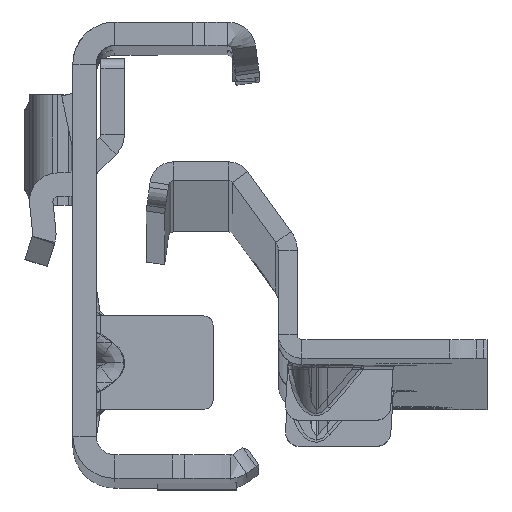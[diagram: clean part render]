
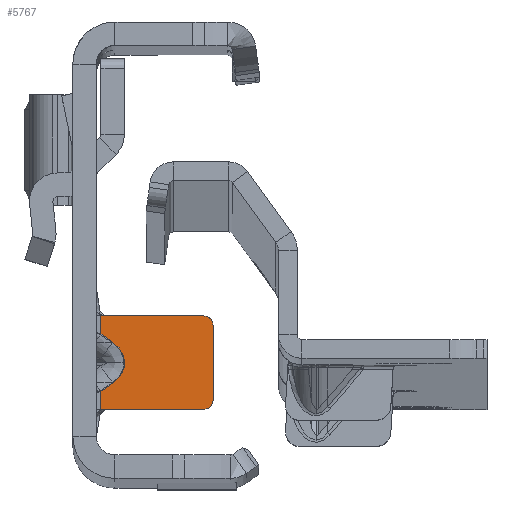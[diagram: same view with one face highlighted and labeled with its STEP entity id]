
A CAD part, top view. The second image highlights one B-rep face of the part: STEP entity #5767.
In plain terms, the highlighted planar face has unit normal (0, 0, 1).
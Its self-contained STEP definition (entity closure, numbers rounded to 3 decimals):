
#103 = CARTESIAN_POINT ( 'NONE',  ( -7.326, 22.3, -591.5 ) ) ;
#467 = LINE ( 'NONE', #10488, #10381 ) ;
#837 = VERTEX_POINT ( 'NONE', #1058 ) ;
#1058 = CARTESIAN_POINT ( 'NONE',  ( 1.757, -12.792, -591.5 ) ) ;
#1585 = DIRECTION ( 'NONE',  ( 1., 0., 0. ) ) ;
#1599 = EDGE_CURVE ( 'NONE', #15525, #3108, #13317, .T. ) ;
#1956 = DIRECTION ( 'NONE',  ( 0., 0., 1. ) ) ;
#2146 = DIRECTION ( 'NONE',  ( 0., -1., 0. ) ) ;
#2242 = CARTESIAN_POINT ( 'NONE',  ( 11.5, -6.6, -591.5 ) ) ;
#2273 = VERTEX_POINT ( 'NONE', #7052 ) ;
#2621 = ORIENTED_EDGE ( 'NONE', *, *, #5756, .T. ) ;
#2710 = AXIS2_PLACEMENT_3D ( 'NONE', #103, #6112, #4675 ) ;
#2774 = DIRECTION ( 'NONE',  ( -1., 0., 0. ) ) ;
#2879 = DIRECTION ( 'NONE',  ( 0., 1., 0. ) ) ;
#2895 = DIRECTION ( 'NONE',  ( -0.816, 0.577, 0. ) ) ;
#3028 = LINE ( 'NONE', #8839, #13689 ) ;
#3092 = CARTESIAN_POINT ( 'NONE',  ( 1.367, -8.131, -591.5 ) ) ;
#3108 = VERTEX_POINT ( 'NONE', #6984 ) ;
#3157 = CARTESIAN_POINT ( 'NONE',  ( -1.826, -5.6, -591.5 ) ) ;
#3346 = ORIENTED_EDGE ( 'NONE', *, *, #10975, .T. ) ;
#4152 = CARTESIAN_POINT ( 'NONE',  ( 12.5, -6.6, -591.5 ) ) ;
#4226 = ORIENTED_EDGE ( 'NONE', *, *, #12571, .F. ) ;
#4256 = ORIENTED_EDGE ( 'NONE', *, *, #1599, .F. ) ;
#4432 = DIRECTION ( 'NONE',  ( 0., 1., 0. ) ) ;
#4575 = AXIS2_PLACEMENT_3D ( 'NONE', #2242, #1956, #2146 ) ;
#4580 = CARTESIAN_POINT ( 'NONE',  ( 0.708, -5.6, -591.5 ) ) ;
#4675 = DIRECTION ( 'NONE',  ( 0., 1., 0. ) ) ;
#4943 = EDGE_CURVE ( 'NONE', #15252, #15669, #3028, .T. ) ;
#5039 = CARTESIAN_POINT ( 'NONE',  ( 1.757, -8.408, -591.5 ) ) ;
#5155 = EDGE_CURVE ( 'NONE', #2273, #15252, #18591, .T. ) ;
#5364 = CARTESIAN_POINT ( 'NONE',  ( 1.757, -8.408, -591.5 ) ) ;
#5559 = CARTESIAN_POINT ( 'NONE',  ( 3.573, -11.508, -591.5 ) ) ;
#5743 = EDGE_CURVE ( 'NONE', #17006, #6699, #10502, .T. ) ;
#5756 = EDGE_CURVE ( 'NONE', #15669, #12106, #7597, .T. ) ;
#5767 = ADVANCED_FACE ( 'NONE', ( #13384 ), #6306, .F. ) ;
#5981 = EDGE_CURVE ( 'NONE', #12106, #14101, #7497, .T. ) ;
#6112 = DIRECTION ( 'NONE',  ( 0., 0., -1. ) ) ;
#6306 = PLANE ( 'NONE',  #2710 ) ;
#6461 = VECTOR ( 'NONE', #2879, 1000. ) ;
#6699 = VERTEX_POINT ( 'NONE', #4580 ) ;
#6984 = CARTESIAN_POINT ( 'NONE',  ( 0.5, -7.519, -591.5 ) ) ;
#7052 = CARTESIAN_POINT ( 'NONE',  ( 0.5, -15.6, -591.5 ) ) ;
#7233 = CARTESIAN_POINT ( 'NONE',  ( 11.5, -15.6, -591.5 ) ) ;
#7302 = ORIENTED_EDGE ( 'NONE', *, *, #5743, .T. ) ;
#7497 = LINE ( 'NONE', #4152, #17385 ) ;
#7500 =( BOUNDED_CURVE ( )  B_SPLINE_CURVE ( 3, ( #17142, #5559, #8328, #5364 ),
 .UNSPECIFIED., .F., .F. ) 
 B_SPLINE_CURVE_WITH_KNOTS ( ( 4, 4 ),
 ( 2.356, 3.927 ),
 .UNSPECIFIED. ) 
 CURVE ( )  GEOMETRIC_REPRESENTATION_ITEM ( )  RATIONAL_B_SPLINE_CURVE ( ( 1., 0.805, 0.805, 1. ) ) 
 REPRESENTATION_ITEM ( '' )  );
#7597 = CIRCLE ( 'NONE', #13097, 1. ) ;
#7871 = ORIENTED_EDGE ( 'NONE', *, *, #5981, .T. ) ;
#8292 = ORIENTED_EDGE ( 'NONE', *, *, #10472, .F. ) ;
#8328 = CARTESIAN_POINT ( 'NONE',  ( 3.573, -9.692, -591.5 ) ) ;
#8444 = CARTESIAN_POINT ( 'NONE',  ( -1.826, -15.6, -591.5 ) ) ;
#8677 = CARTESIAN_POINT ( 'NONE',  ( 0.708, -15.6, -591.5 ) ) ;
#8689 = VECTOR ( 'NONE', #2895, 1000. ) ;
#8701 = CARTESIAN_POINT ( 'NONE',  ( 2.624, -12.179, -591.5 ) ) ;
#8839 = CARTESIAN_POINT ( 'NONE',  ( -1.826, -15.6, -591.5 ) ) ;
#9686 = DIRECTION ( 'NONE',  ( 1., 0., 0. ) ) ;
#9835 = EDGE_CURVE ( 'NONE', #3108, #17713, #11666, .T. ) ;
#10042 = LINE ( 'NONE', #8701, #17487 ) ;
#10381 = VECTOR ( 'NONE', #16346, 1000. ) ;
#10472 = EDGE_CURVE ( 'NONE', #837, #15525, #7500, .T. ) ;
#10488 = CARTESIAN_POINT ( 'NONE',  ( 0.5, 22.3, -591.5 ) ) ;
#10502 = LINE ( 'NONE', #3157, #10643 ) ;
#10508 = ORIENTED_EDGE ( 'NONE', *, *, #9835, .F. ) ;
#10567 = CARTESIAN_POINT ( 'NONE',  ( 0.5, -5.6, -591.5 ) ) ;
#10592 = DIRECTION ( 'NONE',  ( 0., 0., 1. ) ) ;
#10643 = VECTOR ( 'NONE', #16451, 1000. ) ;
#10922 = CARTESIAN_POINT ( 'NONE',  ( 11.5, -5.6, -591.5 ) ) ;
#10975 = EDGE_CURVE ( 'NONE', #6699, #17713, #14625, .T. ) ;
#11064 = ORIENTED_EDGE ( 'NONE', *, *, #5155, .T. ) ;
#11242 = ORIENTED_EDGE ( 'NONE', *, *, #11965, .T. ) ;
#11564 = CARTESIAN_POINT ( 'NONE',  ( 0.5, 22.3, -591.5 ) ) ;
#11666 = LINE ( 'NONE', #11564, #6461 ) ;
#11965 = EDGE_CURVE ( 'NONE', #14101, #17006, #17406, .T. ) ;
#12000 = CARTESIAN_POINT ( 'NONE',  ( 0.5, -13.681, -591.5 ) ) ;
#12106 = VERTEX_POINT ( 'NONE', #17251 ) ;
#12571 = EDGE_CURVE ( 'NONE', #2273, #18425, #467, .T. ) ;
#13097 = AXIS2_PLACEMENT_3D ( 'NONE', #14629, #10592, #16362 ) ;
#13213 = DIRECTION ( 'NONE',  ( 0.816, 0.577, 0. ) ) ;
#13286 = CARTESIAN_POINT ( 'NONE',  ( -1.826, -5.6, -591.5 ) ) ;
#13317 = LINE ( 'NONE', #3092, #8689 ) ;
#13384 = FACE_OUTER_BOUND ( 'NONE', #14033, .T. ) ;
#13689 = VECTOR ( 'NONE', #1585, 1000. ) ;
#14010 = VECTOR ( 'NONE', #2774, 1000. ) ;
#14033 = EDGE_LOOP ( 'NONE', ( #4256, #8292, #18104, #4226, #11064, #16994, #2621, #7871, #11242, #7302, #3346, #10508 ) ) ;
#14101 = VERTEX_POINT ( 'NONE', #15101 ) ;
#14625 = LINE ( 'NONE', #13286, #14010 ) ;
#14629 = CARTESIAN_POINT ( 'NONE',  ( 11.5, -14.6, -591.5 ) ) ;
#15101 = CARTESIAN_POINT ( 'NONE',  ( 12.5, -6.6, -591.5 ) ) ;
#15226 = VECTOR ( 'NONE', #9686, 1000. ) ;
#15252 = VERTEX_POINT ( 'NONE', #8677 ) ;
#15525 = VERTEX_POINT ( 'NONE', #5039 ) ;
#15669 = VERTEX_POINT ( 'NONE', #7233 ) ;
#15902 = EDGE_CURVE ( 'NONE', #18425, #837, #10042, .T. ) ;
#16346 = DIRECTION ( 'NONE',  ( 0., 1., 0. ) ) ;
#16362 = DIRECTION ( 'NONE',  ( 0., 1., 0. ) ) ;
#16451 = DIRECTION ( 'NONE',  ( -1., 0., 0. ) ) ;
#16994 = ORIENTED_EDGE ( 'NONE', *, *, #4943, .T. ) ;
#17006 = VERTEX_POINT ( 'NONE', #10922 ) ;
#17142 = CARTESIAN_POINT ( 'NONE',  ( 1.757, -12.792, -591.5 ) ) ;
#17251 = CARTESIAN_POINT ( 'NONE',  ( 12.5, -14.6, -591.5 ) ) ;
#17385 = VECTOR ( 'NONE', #4432, 1000. ) ;
#17406 = CIRCLE ( 'NONE', #4575, 1. ) ;
#17487 = VECTOR ( 'NONE', #13213, 1000. ) ;
#17713 = VERTEX_POINT ( 'NONE', #10567 ) ;
#18104 = ORIENTED_EDGE ( 'NONE', *, *, #15902, .F. ) ;
#18425 = VERTEX_POINT ( 'NONE', #12000 ) ;
#18591 = LINE ( 'NONE', #8444, #15226 ) ;
